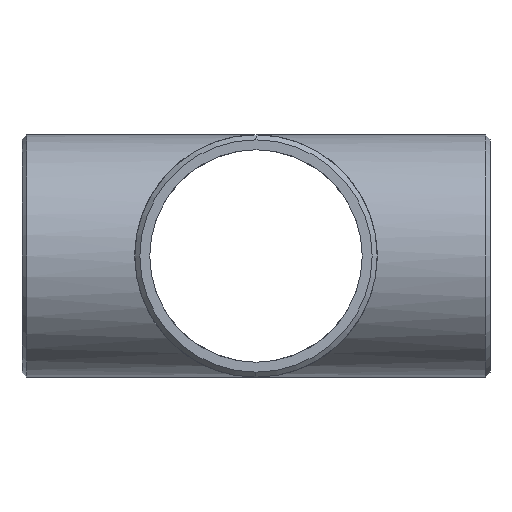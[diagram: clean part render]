
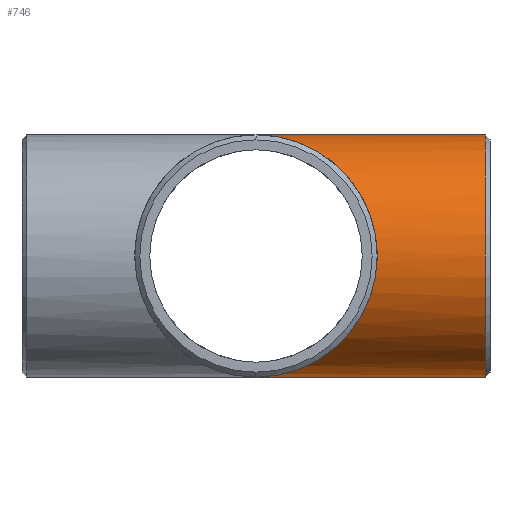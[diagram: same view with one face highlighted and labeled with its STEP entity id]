
A CAD part, left-side view. The second image highlights one B-rep face of the part: STEP entity #746.
In plain terms, the highlighted cylindrical face has radius 44.45 mm (diameter 88.9 mm), a partial arc.
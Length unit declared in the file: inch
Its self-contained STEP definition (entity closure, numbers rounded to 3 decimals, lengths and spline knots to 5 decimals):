
#43 = CARTESIAN_POINT ( 'NONE',  ( 0., 0., 1.75 ) ) ;
#46 = CARTESIAN_POINT ( 'NONE',  ( -3.5, -3.5, 1.75 ) ) ;
#51 = VERTEX_POINT ( 'NONE', #179 ) ;
#56 = CARTESIAN_POINT ( 'NONE',  ( 0., -3.38, 0. ) ) ;
#59 = CARTESIAN_POINT ( 'NONE',  ( 0., -3.308, -1.75 ) ) ;
#124 = DIRECTION ( 'NONE',  ( 0., 0., -1. ) ) ;
#179 = CARTESIAN_POINT ( 'NONE',  ( 0., -3.308, 1.75 ) ) ;
#192 = ORIENTED_EDGE ( 'NONE', *, *, #790, .T. ) ;
#194 = DIRECTION ( 'NONE',  ( 0., 1., 0. ) ) ;
#215 = CIRCLE ( 'NONE', #722, 1.75 ) ;
#355 = DIRECTION ( 'NONE',  ( 0., 0., -1. ) ) ;
#367 = FACE_OUTER_BOUND ( 'NONE', #419, .T. ) ;
#413 = CARTESIAN_POINT ( 'NONE',  ( 0., 0., -1.75 ) ) ;
#419 = EDGE_LOOP ( 'NONE', ( #471, #192, #760, #532 ) ) ;
#423 = CARTESIAN_POINT ( 'NONE',  ( -3.5, -3.5, -1.75 ) ) ;
#426 = DIRECTION ( 'NONE',  ( 0., 1., 0. ) ) ;
#430 = CARTESIAN_POINT ( 'NONE',  ( 0., -3.308, 0. ) ) ;
#444 = DIRECTION ( 'NONE',  ( 0., 1., 0. ) ) ;
#471 = ORIENTED_EDGE ( 'NONE', *, *, #474, .T. ) ;
#474 = EDGE_CURVE ( 'NONE', #508, #51, #215, .T. ) ;
#478 = VECTOR ( 'NONE', #444, 39.37008 ) ;
#481 = VERTEX_POINT ( 'NONE', #742 ) ;
#493 = EDGE_CURVE ( 'NONE', #481, #582, #714, .T. ) ;
#506 = EDGE_CURVE ( 'NONE', #508, #481, #740, .T. ) ;
#508 = VERTEX_POINT ( 'NONE', #59 ) ;
#532 = ORIENTED_EDGE ( 'NONE', *, *, #506, .F. ) ;
#553 = DIRECTION ( 'NONE',  ( 0., 1., 0. ) ) ;
#569 = CARTESIAN_POINT ( 'NONE',  ( 0., -3.38, 1.75 ) ) ;
#582 = VERTEX_POINT ( 'NONE', #43 ) ;
#611 = AXIS2_PLACEMENT_3D ( 'NONE', #56, #194, #124 ) ;
#618 = LINE ( 'NONE', #569, #478 ) ;
#629 = VECTOR ( 'NONE', #426, 39.37008 ) ;
#670 = CARTESIAN_POINT ( 'NONE',  ( 0., -3.38, -1.75 ) ) ;
#714 =( BOUNDED_CURVE ( )  B_SPLINE_CURVE ( 3, ( #413, #423, #46, #794 ),
 .UNSPECIFIED., .F., .T. ) 
 B_SPLINE_CURVE_WITH_KNOTS ( ( 4, 4 ),
 ( 4.71239, 7.85398 ),
 .UNSPECIFIED. ) 
 CURVE ( )  GEOMETRIC_REPRESENTATION_ITEM ( )  RATIONAL_B_SPLINE_CURVE ( ( 1., 0.333, 0.333, 1. ) ) 
 REPRESENTATION_ITEM ( '' )  );
#722 = AXIS2_PLACEMENT_3D ( 'NONE', #430, #553, #355 ) ;
#740 = LINE ( 'NONE', #670, #629 ) ;
#742 = CARTESIAN_POINT ( 'NONE',  ( 0., 0., -1.75 ) ) ;
#746 = ADVANCED_FACE ( 'NONE', ( #367 ), #757, .T. ) ;
#757 = CYLINDRICAL_SURFACE ( 'NONE', #611, 1.75 ) ;
#760 = ORIENTED_EDGE ( 'NONE', *, *, #493, .F. ) ;
#790 = EDGE_CURVE ( 'NONE', #51, #582, #618, .T. ) ;
#794 = CARTESIAN_POINT ( 'NONE',  ( 0., 0., 1.75 ) ) ;
